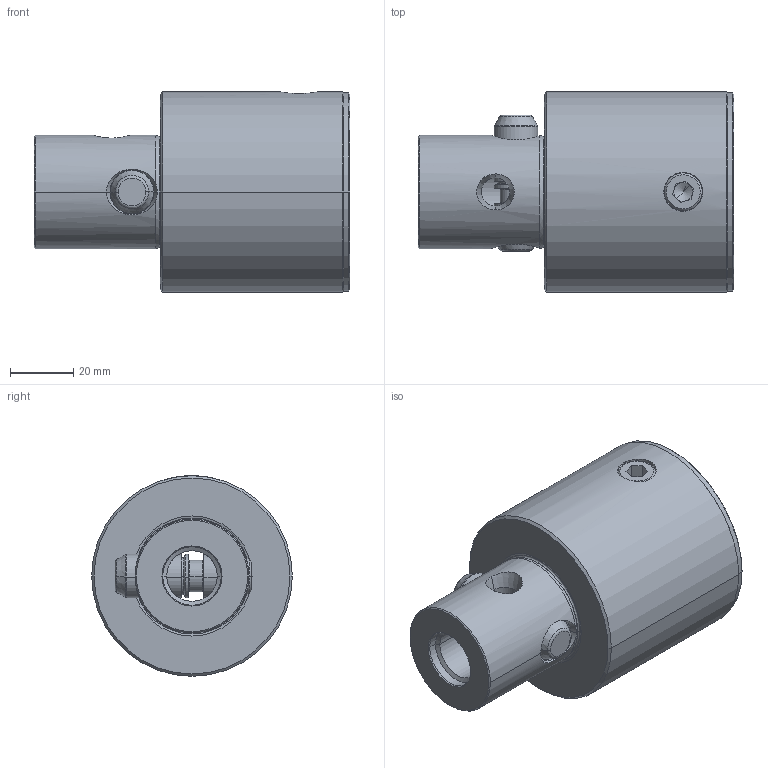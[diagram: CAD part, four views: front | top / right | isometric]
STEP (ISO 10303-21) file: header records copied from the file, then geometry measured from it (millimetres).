
FILE_DESCRIPTION (( 'STEP AP214' ), '1' );
FILE_NAME ('331.660 Kaiser CKS6 X CK6 X 60B.STEP', '2008-09-01T06:18:03', ( 'Heinz Kaiser AG' ), ( '8153 Rümlang' ), 'SwSTEP 2.0', 'SolidWorks 2008', '' );
FILE_SCHEMA (( 'AUTOMOTIVE_DESIGN' ));
Length unit declared in the file: millimetre
Products named in the file (5): 331.660 Kaiser CKS6 X CK6 X 60B_Standard; 691.506 Kaiser ETL Ø14 X 43K_Standard; 690.436 Kaiser ETL M12 X 18 CK6_Standard; 691.526 Mitnehmerbolzen_Standard; 331.660 Kaiser CKS6 X CK6 X 60B
Assembly tree (4 placements, depth 3):
  331.660 Kaiser CKS6 X CK6 X 60B
    331.660 Kaiser CKS6 X CK6 X 60B_Standard
    690.436 Kaiser ETL M12 X 18 CK6_Standard
    691.506 Kaiser ETL Ø14 X 43K_Standard
      691.526 Mitnehmerbolzen_Standard
Bounding box: 100 x 63.5 x 63.5 mm (x, y, z)
Volume: 172350.5 mm3; surface area: 34242 mm2
Topology: 3 solids, 3 shells, 142 faces, 317 edges, 180 vertices
Faces by surface type: cone 50, cylinder 39, plane 33, torus 20
Entity records: 4774 total; most frequent: CARTESIAN_POINT 1393, DIRECTION 731, ORIENTED_EDGE 626, EDGE_CURVE 313, AXIS2_PLACEMENT_3D 300, VERTEX_POINT 180, EDGE_LOOP 155, CIRCLE 150
